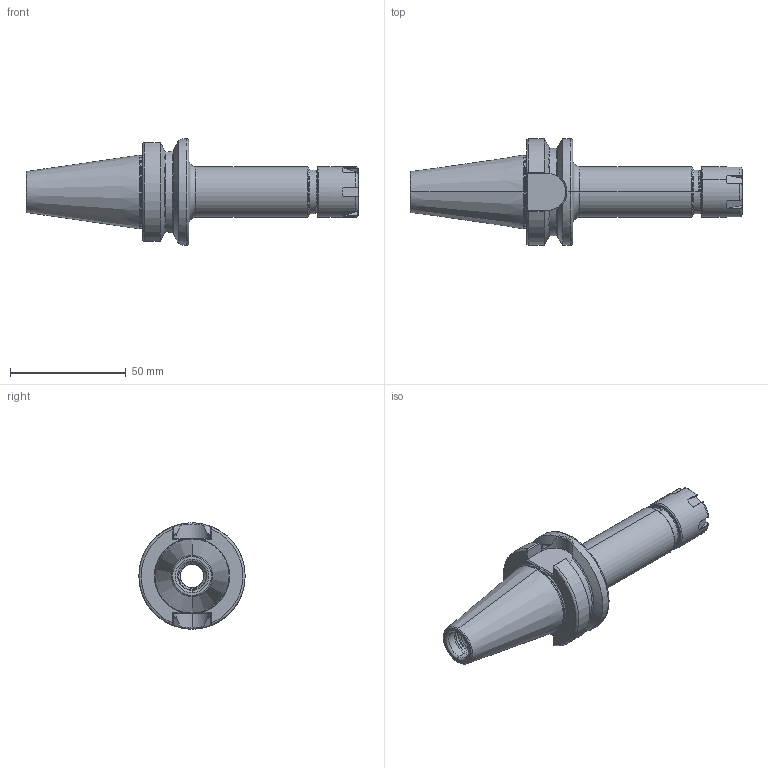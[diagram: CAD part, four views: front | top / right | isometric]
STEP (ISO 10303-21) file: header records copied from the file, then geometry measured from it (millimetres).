
FILE_DESCRIPTION (( 'STEP AP203' ), '1' );
FILE_NAME ('305.02.07.10.1.STEP', '2016-11-25T10:02:13', ( '' ), ( '' ), 'SwSTEP 2.0', 'SolidWorks 2012', '' );
FILE_SCHEMA (( 'CONFIG_CONTROL_DESIGN' ));
Length unit declared in the file: millimetre
Products named in the file (3): 305.02.07.10.1; 2-01.300.0160180D4_ER16螺帽(M型)
Assembly tree (2 placements, depth 2):
  305.02.07.10.1
    305.02.07.10.1
    2-01.300.0160180D4_ER16螺帽(M型)
Bounding box: 143.6 x 46 x 46 mm (x, y, z)
Volume: 65385.8 mm3; surface area: 24739.3 mm2
Topology: 2 solids, 2 shells, 371 faces, 992 edges, 624 vertices
Faces by surface type: cylinder 181, plane 80, torus 51, bspline 36, cone 23
Entity records: 24572 total; most frequent: CARTESIAN_POINT 16291, ORIENTED_EDGE 1980, DIRECTION 1377, EDGE_CURVE 990, VERTEX_POINT 624, AXIS2_PLACEMENT_3D 520, EDGE_LOOP 376, FACE_OUTER_BOUND 371
